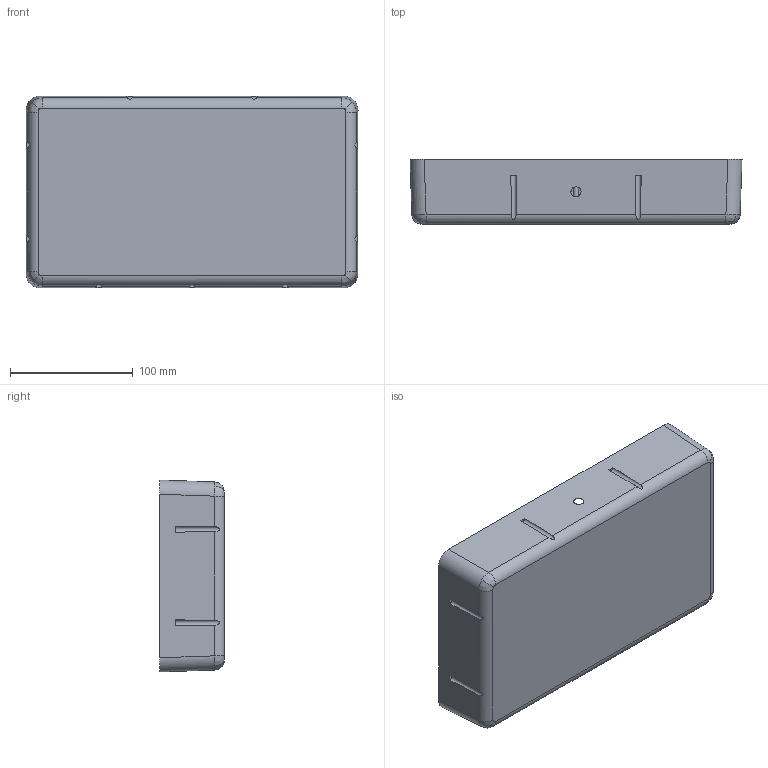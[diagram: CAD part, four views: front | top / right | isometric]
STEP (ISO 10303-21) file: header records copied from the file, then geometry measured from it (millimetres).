
FILE_DESCRIPTION (( 'STEP AP214' ), '1' );
FILE_NAME ('1170 BOTTOM INTERNAL GEOMETRY.STEP', '2009-08-12T20:41:28', ( ' ' ), ( ' ' ), 'SwSTEP 2.0', 'SolidWorks 2007', '' );
FILE_SCHEMA (( 'AUTOMOTIVE_DESIGN' ));
Length unit declared in the file: inch
Products named in the file (1): 1170 BOTTOM INTERNAL GEOMETRY
Bounding box: 270.76 x 52.83 x 156.46 mm (x, y, z)
Surface area: 82185.9 mm2 (no closed solid volume)
Topology: 0 solids, 1 shells, 39 faces, 108 edges, 70 vertices
Faces by surface type: cylinder 17, plane 14, bspline 8
Entity records: 1990 total; most frequent: CARTESIAN_POINT 1122, ORIENTED_EDGE 206, DIRECTION 138, EDGE_CURVE 108, VERTEX_POINT 70, AXIS2_PLACEMENT_3D 50, EDGE_LOOP 40, FACE_OUTER_BOUND 39
